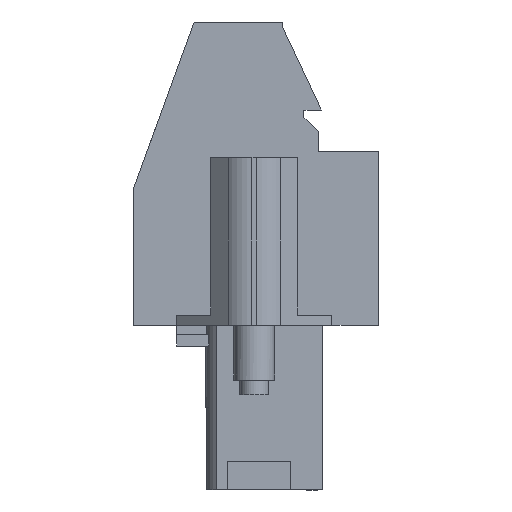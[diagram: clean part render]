
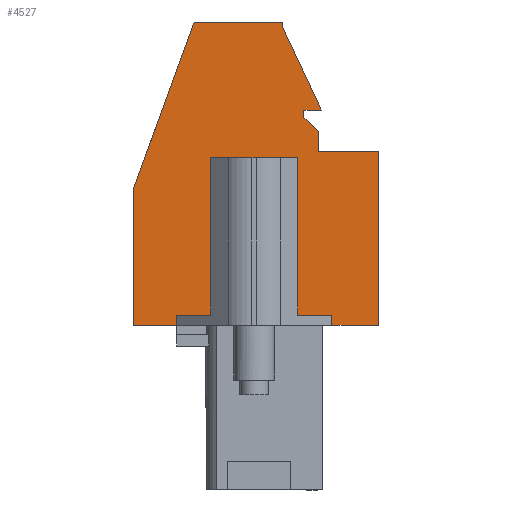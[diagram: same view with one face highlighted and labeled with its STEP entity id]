
A CAD part, left-side view. The second image highlights one B-rep face of the part: STEP entity #4527.
In plain terms, the highlighted planar face has unit normal (-1, 0, 0).
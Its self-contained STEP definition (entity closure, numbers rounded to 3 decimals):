
#1751=AXIS2_PLACEMENT_3D('Plane Axis2P3D',#1748,#1749,#1750) ;
#107=CARTESIAN_POINT('Line Origine',(3.47,1.125,7.95)) ;
#111=CARTESIAN_POINT('Vertex',(3.47,2.25,7.95)) ;
#113=CARTESIAN_POINT('Vertex',(3.47,0.,7.95)) ;
#162=CARTESIAN_POINT('Vertex',(3.47,9.75,7.95)) ;
#165=CARTESIAN_POINT('Line Origine',(3.47,10.79,7.95)) ;
#169=CARTESIAN_POINT('Vertex',(3.47,11.83,7.95)) ;
#1748=CARTESIAN_POINT('Axis2P3D Location',(3.47,12.132,0.)) ;
#4415=CARTESIAN_POINT('Line Origine',(3.47,0.,12.15)) ;
#4419=CARTESIAN_POINT('Vertex',(3.47,0.,16.35)) ;
#4422=CARTESIAN_POINT('Line Origine',(3.47,1.45,16.35)) ;
#4426=CARTESIAN_POINT('Vertex',(3.47,2.9,16.35)) ;
#4429=CARTESIAN_POINT('Line Origine',(3.47,2.9,16.825)) ;
#4433=CARTESIAN_POINT('Vertex',(3.47,2.9,17.3)) ;
#4436=CARTESIAN_POINT('Line Origine',(3.47,3.25,17.65)) ;
#4440=CARTESIAN_POINT('Vertex',(3.47,3.6,18.)) ;
#4443=CARTESIAN_POINT('Line Origine',(3.47,3.6,18.175)) ;
#4447=CARTESIAN_POINT('Vertex',(3.47,3.6,18.35)) ;
#4450=CARTESIAN_POINT('Line Origine',(3.47,3.18,18.35)) ;
#4454=CARTESIAN_POINT('Vertex',(3.47,2.76,18.35)) ;
#4457=CARTESIAN_POINT('Line Origine',(3.47,3.704,20.375)) ;
#4461=CARTESIAN_POINT('Vertex',(3.47,4.649,22.4)) ;
#4464=CARTESIAN_POINT('Line Origine',(3.47,4.649,22.5)) ;
#4468=CARTESIAN_POINT('Vertex',(3.47,4.649,22.6)) ;
#4471=CARTESIAN_POINT('Line Origine',(3.47,6.778,22.6)) ;
#4475=CARTESIAN_POINT('Vertex',(3.47,8.908,22.6)) ;
#4478=CARTESIAN_POINT('Line Origine',(3.47,10.369,18.586)) ;
#4482=CARTESIAN_POINT('Vertex',(3.47,11.83,14.572)) ;
#4485=CARTESIAN_POINT('Line Origine',(3.47,11.83,11.261)) ;
#4490=CARTESIAN_POINT('Line Origine',(3.47,9.75,8.2)) ;
#4494=CARTESIAN_POINT('Vertex',(3.47,9.75,8.45)) ;
#4497=CARTESIAN_POINT('Line Origine',(3.47,6.,8.45)) ;
#4501=CARTESIAN_POINT('Vertex',(3.47,2.25,8.45)) ;
#4504=CARTESIAN_POINT('Line Origine',(3.47,2.25,8.2)) ;
#108=DIRECTION('Vector Direction',(0.,1.,0.)) ;
#166=DIRECTION('Vector Direction',(0.,-1.,0.)) ;
#1749=DIRECTION('Axis2P3D Direction',(-1.,0.,0.)) ;
#1750=DIRECTION('Axis2P3D XDirection',(0.,-1.,0.)) ;
#4416=DIRECTION('Vector Direction',(0.,0.,1.)) ;
#4423=DIRECTION('Vector Direction',(0.,1.,0.)) ;
#4430=DIRECTION('Vector Direction',(0.,0.,1.)) ;
#4437=DIRECTION('Vector Direction',(0.,0.707,0.707)) ;
#4444=DIRECTION('Vector Direction',(0.,0.,1.)) ;
#4451=DIRECTION('Vector Direction',(0.,-1.,0.)) ;
#4458=DIRECTION('Vector Direction',(0.,0.423,0.906)) ;
#4465=DIRECTION('Vector Direction',(0.,0.,1.)) ;
#4472=DIRECTION('Vector Direction',(0.,1.,0.)) ;
#4479=DIRECTION('Vector Direction',(0.,0.342,-0.94)) ;
#4486=DIRECTION('Vector Direction',(0.,0.,1.)) ;
#4491=DIRECTION('Vector Direction',(0.,0.,1.)) ;
#4498=DIRECTION('Vector Direction',(0.,1.,0.)) ;
#4505=DIRECTION('Vector Direction',(0.,0.,1.)) ;
#109=VECTOR('Line Direction',#108,1.) ;
#167=VECTOR('Line Direction',#166,1.) ;
#4417=VECTOR('Line Direction',#4416,1.) ;
#4424=VECTOR('Line Direction',#4423,1.) ;
#4431=VECTOR('Line Direction',#4430,1.) ;
#4438=VECTOR('Line Direction',#4437,1.) ;
#4445=VECTOR('Line Direction',#4444,1.) ;
#4452=VECTOR('Line Direction',#4451,1.) ;
#4459=VECTOR('Line Direction',#4458,1.) ;
#4466=VECTOR('Line Direction',#4465,1.) ;
#4473=VECTOR('Line Direction',#4472,1.) ;
#4480=VECTOR('Line Direction',#4479,1.) ;
#4487=VECTOR('Line Direction',#4486,1.) ;
#4492=VECTOR('Line Direction',#4491,1.) ;
#4499=VECTOR('Line Direction',#4498,1.) ;
#4506=VECTOR('Line Direction',#4505,1.) ;
#4510=ORIENTED_EDGE('',*,*,#115,.T.) ;
#4511=ORIENTED_EDGE('',*,*,#4421,.T.) ;
#4512=ORIENTED_EDGE('',*,*,#4428,.T.) ;
#4513=ORIENTED_EDGE('',*,*,#4435,.T.) ;
#4514=ORIENTED_EDGE('',*,*,#4442,.T.) ;
#4515=ORIENTED_EDGE('',*,*,#4449,.T.) ;
#4516=ORIENTED_EDGE('',*,*,#4456,.T.) ;
#4517=ORIENTED_EDGE('',*,*,#4463,.T.) ;
#4518=ORIENTED_EDGE('',*,*,#4470,.T.) ;
#4519=ORIENTED_EDGE('',*,*,#4477,.T.) ;
#4520=ORIENTED_EDGE('',*,*,#4484,.T.) ;
#4521=ORIENTED_EDGE('',*,*,#4489,.T.) ;
#4522=ORIENTED_EDGE('',*,*,#171,.F.) ;
#4523=ORIENTED_EDGE('',*,*,#4496,.T.) ;
#4524=ORIENTED_EDGE('',*,*,#4503,.F.) ;
#4525=ORIENTED_EDGE('',*,*,#4508,.F.) ;
#4527=ADVANCED_FACE('HOUSING',(#4526),#1752,.T.) ;
#115=EDGE_CURVE('',#112,#114,#110,.F.) ;
#171=EDGE_CURVE('',#163,#170,#168,.F.) ;
#4421=EDGE_CURVE('',#114,#4420,#4418,.T.) ;
#4428=EDGE_CURVE('',#4420,#4427,#4425,.T.) ;
#4435=EDGE_CURVE('',#4427,#4434,#4432,.T.) ;
#4442=EDGE_CURVE('',#4434,#4441,#4439,.T.) ;
#4449=EDGE_CURVE('',#4441,#4448,#4446,.T.) ;
#4456=EDGE_CURVE('',#4448,#4455,#4453,.T.) ;
#4463=EDGE_CURVE('',#4455,#4462,#4460,.T.) ;
#4470=EDGE_CURVE('',#4462,#4469,#4467,.T.) ;
#4477=EDGE_CURVE('',#4469,#4476,#4474,.T.) ;
#4484=EDGE_CURVE('',#4476,#4483,#4481,.T.) ;
#4489=EDGE_CURVE('',#4483,#170,#4488,.F.) ;
#4496=EDGE_CURVE('',#163,#4495,#4493,.T.) ;
#4503=EDGE_CURVE('',#4502,#4495,#4500,.T.) ;
#4508=EDGE_CURVE('',#112,#4502,#4507,.T.) ;
#4509=EDGE_LOOP('',(#4510,#4511,#4512,#4513,#4514,#4515,#4516,#4517,#4518,#4519,#4520,#4521,#4522,#4523,#4524,#4525)) ;
#4526=FACE_OUTER_BOUND('',#4509,.T.) ;
#110=LINE('Line',#107,#109) ;
#168=LINE('Line',#165,#167) ;
#4418=LINE('Line',#4415,#4417) ;
#4425=LINE('Line',#4422,#4424) ;
#4432=LINE('Line',#4429,#4431) ;
#4439=LINE('Line',#4436,#4438) ;
#4446=LINE('Line',#4443,#4445) ;
#4453=LINE('Line',#4450,#4452) ;
#4460=LINE('Line',#4457,#4459) ;
#4467=LINE('Line',#4464,#4466) ;
#4474=LINE('Line',#4471,#4473) ;
#4481=LINE('Line',#4478,#4480) ;
#4488=LINE('Line',#4485,#4487) ;
#4493=LINE('Line',#4490,#4492) ;
#4500=LINE('Line',#4497,#4499) ;
#4507=LINE('Line',#4504,#4506) ;
#1752=PLANE('',#1751) ;
#112=VERTEX_POINT('',#111) ;
#114=VERTEX_POINT('',#113) ;
#163=VERTEX_POINT('',#162) ;
#170=VERTEX_POINT('',#169) ;
#4420=VERTEX_POINT('',#4419) ;
#4427=VERTEX_POINT('',#4426) ;
#4434=VERTEX_POINT('',#4433) ;
#4441=VERTEX_POINT('',#4440) ;
#4448=VERTEX_POINT('',#4447) ;
#4455=VERTEX_POINT('',#4454) ;
#4462=VERTEX_POINT('',#4461) ;
#4469=VERTEX_POINT('',#4468) ;
#4476=VERTEX_POINT('',#4475) ;
#4483=VERTEX_POINT('',#4482) ;
#4495=VERTEX_POINT('',#4494) ;
#4502=VERTEX_POINT('',#4501) ;
